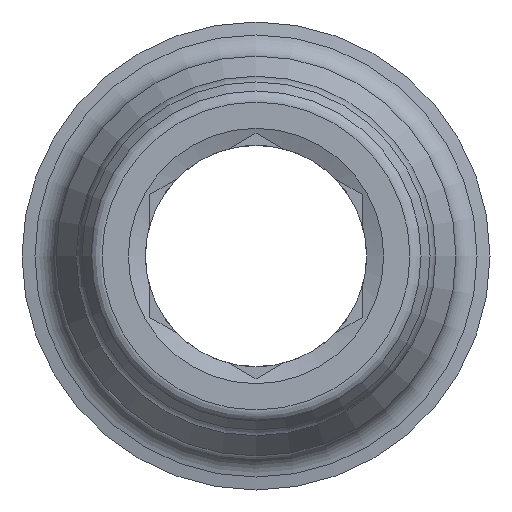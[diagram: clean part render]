
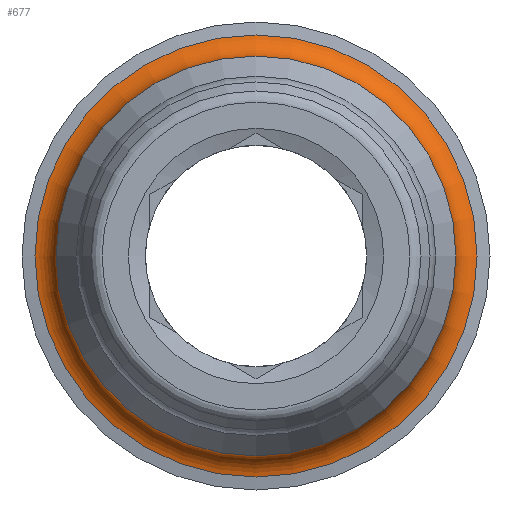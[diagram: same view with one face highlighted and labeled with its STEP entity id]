
A CAD part, left-side view. The second image highlights one B-rep face of the part: STEP entity #677.
In plain terms, the highlighted toroidal (fillet/blend) face has major radius 5.3 mm and minor radius 0.6 mm.
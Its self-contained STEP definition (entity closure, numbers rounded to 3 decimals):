
#18=TOROIDAL_SURFACE('',#782,5.3,0.6);
#80=CIRCLE('',#783,5.196);
#81=CIRCLE('',#784,0.6);
#82=CIRCLE('',#785,4.7);
#122=FACE_OUTER_BOUND('',#163,.T.);
#163=EDGE_LOOP('',(#546,#547,#548,#549));
#329=VERTEX_POINT('',#1181);
#330=VERTEX_POINT('',#1183);
#408=EDGE_CURVE('',#329,#329,#80,.T.);
#409=EDGE_CURVE('',#329,#330,#81,.T.);
#410=EDGE_CURVE('',#330,#330,#82,.T.);
#546=ORIENTED_EDGE('',*,*,#408,.T.);
#547=ORIENTED_EDGE('',*,*,#409,.T.);
#548=ORIENTED_EDGE('',*,*,#410,.T.);
#549=ORIENTED_EDGE('',*,*,#409,.F.);
#677=ADVANCED_FACE('',(#122),#18,.F.);
#782=AXIS2_PLACEMENT_3D('',#1180,#935,#936);
#783=AXIS2_PLACEMENT_3D('',#1182,#937,#938);
#784=AXIS2_PLACEMENT_3D('',#1184,#939,#940);
#785=AXIS2_PLACEMENT_3D('',#1185,#941,#942);
#935=DIRECTION('center_axis',(-1.,0.,0.));
#936=DIRECTION('ref_axis',(0.,0.,1.));
#937=DIRECTION('center_axis',(-1.,0.,0.));
#938=DIRECTION('ref_axis',(0.,0.,-1.));
#939=DIRECTION('center_axis',(0.,-1.,0.));
#940=DIRECTION('ref_axis',(0.,0.,-1.));
#941=DIRECTION('center_axis',(1.,0.,0.));
#942=DIRECTION('ref_axis',(0.,0.,-1.));
#1180=CARTESIAN_POINT('Origin',(17.297,0.,0.));
#1181=CARTESIAN_POINT('',(17.887,0.,-5.196));
#1182=CARTESIAN_POINT('Origin',(17.887,0.,0.));
#1183=CARTESIAN_POINT('',(17.297,0.,-4.7));
#1184=CARTESIAN_POINT('Origin',(17.297,0.,
-5.3));
#1185=CARTESIAN_POINT('Origin',(17.297,0.,0.));
